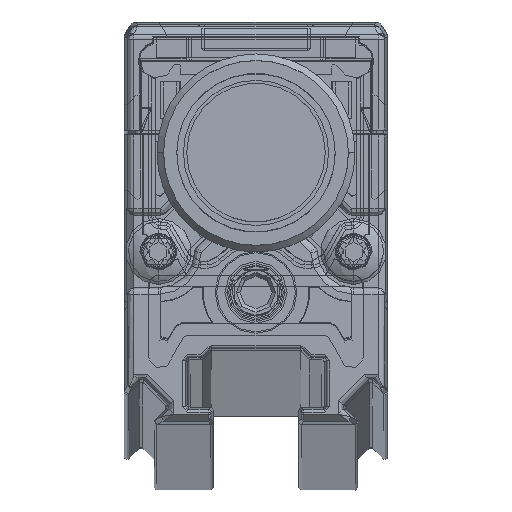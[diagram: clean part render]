
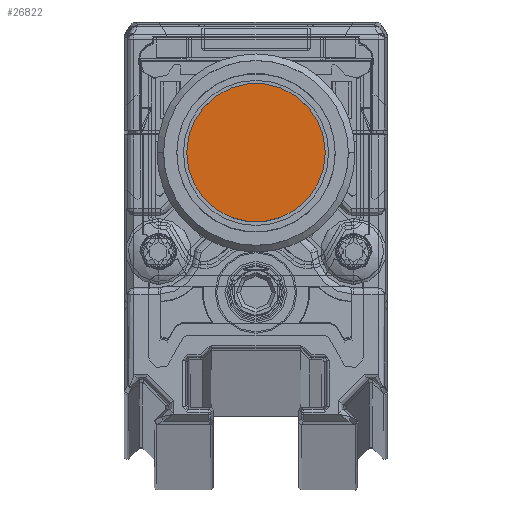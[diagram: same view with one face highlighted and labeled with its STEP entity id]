
A CAD part, top view. The second image highlights one B-rep face of the part: STEP entity #26822.
In plain terms, the highlighted face is planar.
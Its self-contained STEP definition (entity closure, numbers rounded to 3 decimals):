
#26022=CARTESIAN_POINT('',(0.,0.,0.));
#26023=DIRECTION('',(0.,-1.,0.));
#26024=DIRECTION('',(1.,0.,0.));
#26025=AXIS2_PLACEMENT_3D('',#26022,#26023,#26024);
#26027=CARTESIAN_POINT('',(0.,0.,0.));
#26028=DIRECTION('',(0.,-1.,0.));
#26029=DIRECTION('',(-1.,0.,0.));
#26030=AXIS2_PLACEMENT_3D('',#26027,#26028,#26029);
#26128=CARTESIAN_POINT('',(-5.25,0.,0.));
#26129=VERTEX_POINT('',#26128);
#26130=CARTESIAN_POINT('',(5.25,0.,0.));
#26131=VERTEX_POINT('',#26130);
#26813=CARTESIAN_POINT('',(0.,0.,0.));
#26814=DIRECTION('',(0.,-1.,0.));
#26815=DIRECTION('',(1.,0.,0.));
#26816=AXIS2_PLACEMENT_3D('',#26813,#26814,#26815);
#26817=PLANE('',#26816);
#26818=ORIENTED_EDGE('',*,*,#26799,.T.);
#26819=ORIENTED_EDGE('',*,*,#26781,.T.);
#26820=EDGE_LOOP('',(#26818,#26819));
#26821=FACE_OUTER_BOUND('',#26820,.F.);
#26822=ADVANCED_FACE('',(#26821),#26817,.F.);
#26026=CIRCLE('',#26025,5.25);
#26031=CIRCLE('',#26030,5.25);
#26781=EDGE_CURVE('',#26129,#26131,#26031,.T.);
#26799=EDGE_CURVE('',#26131,#26129,#26026,.T.);
